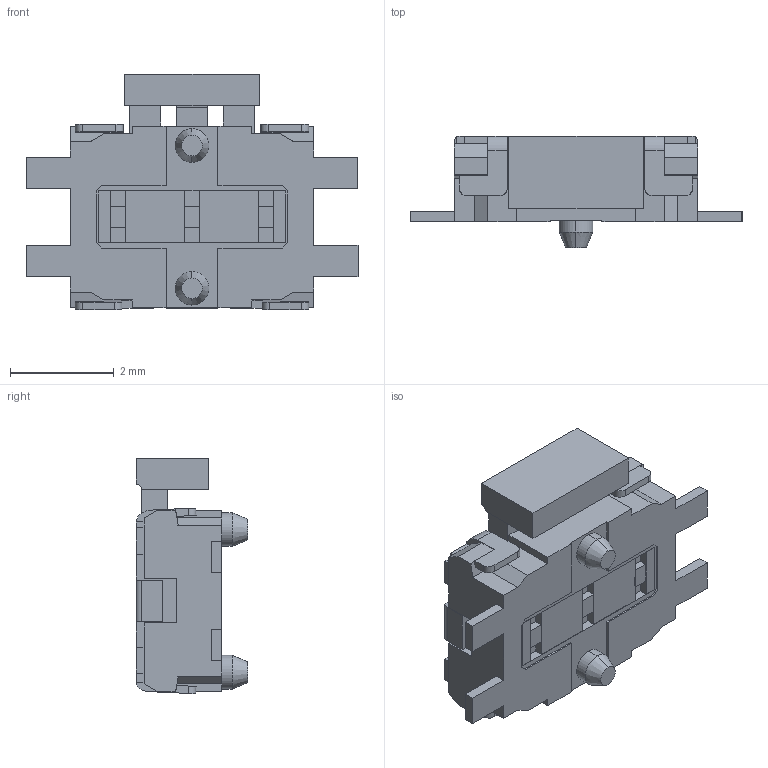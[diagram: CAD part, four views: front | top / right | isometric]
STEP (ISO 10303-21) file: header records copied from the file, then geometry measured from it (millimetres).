
FILE_DESCRIPTION (( 'STEP AP214' ), '1' );
FILE_NAME ('EVQPU-LC-02K.STEP', '2024-07-20T09:03:01', ( '' ), ( '' ), 'SwSTEP 2.0', 'SolidWorks 2024', '' );
FILE_SCHEMA (( 'AUTOMOTIVE_DESIGN' ));
Length unit declared in the file: millimetre
Products named in the file (1): EVQPU-LC-02K
Bounding box: 6.4 x 2.15 x 4.54 mm (x, y, z)
Volume: 27.8 mm3; surface area: 94.8 mm2
Topology: 1 solids, 1 shells, 272 faces, 795 edges, 523 vertices
Faces by surface type: plane 234, cylinder 32, cone 4, bspline 2
Entity records: 9391 total; most frequent: CARTESIAN_POINT 1651, ORIENTED_EDGE 1590, DIRECTION 1399, EDGE_CURVE 795, LINE 721, VECTOR 721, VERTEX_POINT 523, AXIS2_PLACEMENT_3D 339
